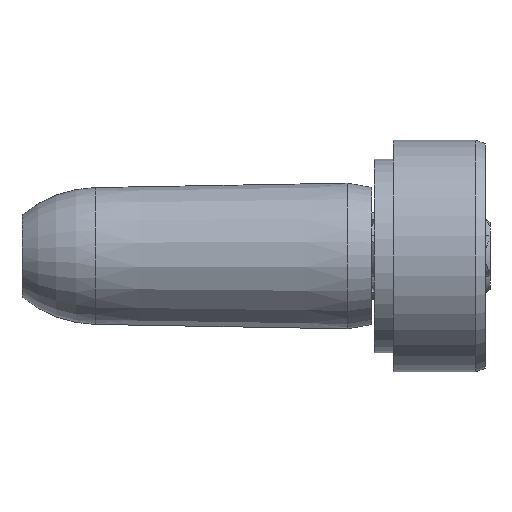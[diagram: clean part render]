
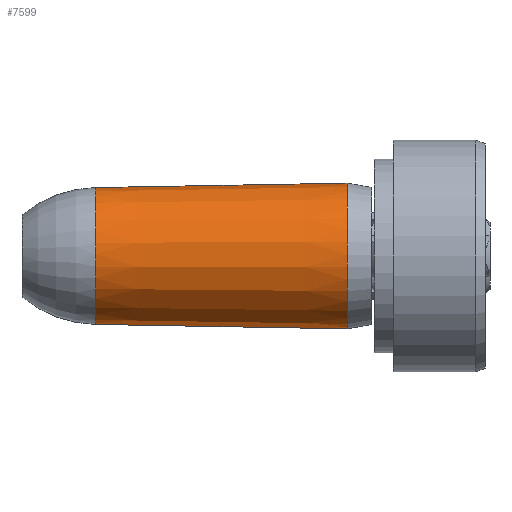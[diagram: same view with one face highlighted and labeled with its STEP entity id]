
A CAD part, left-side view. The second image highlights one B-rep face of the part: STEP entity #7599.
In plain terms, the highlighted conical face has half-angle 1 degrees and reference radius 7.24 mm.
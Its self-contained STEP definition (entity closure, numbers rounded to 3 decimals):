
#1280 = CARTESIAN_POINT ( 'NONE',  ( 50.158, 2.581, 7.704 ) ) ;
#1812 = CARTESIAN_POINT ( 'NONE',  ( 50.149, 29.218, 7.239 ) ) ;
#2267 = DIRECTION ( 'NONE',  ( -0.021, 0., -1. ) ) ;
#2837 = EDGE_CURVE ( 'NONE', #8248, #16637, #17074, .T. ) ;
#3194 = VECTOR ( 'NONE', #10170, 1000. ) ;
#3267 = ORIENTED_EDGE ( 'NONE', *, *, #16262, .T. ) ;
#3370 = DIRECTION ( 'NONE',  ( 0., -1., 0. ) ) ;
#3842 = CIRCLE ( 'NONE', #10403, 7.705 ) ;
#4597 = EDGE_CURVE ( 'NONE', #7643, #12876, #11452, .T. ) ;
#4801 = DIRECTION ( 'NONE',  ( -0.021, 0., -1. ) ) ;
#5454 = EDGE_LOOP ( 'NONE', ( #11557, #3267, #8389, #7399 ) ) ;
#5924 = DIRECTION ( 'NONE',  ( -0.021, 0., -1. ) ) ;
#5927 = CIRCLE ( 'NONE', #16960, 7.24 ) ;
#6020 = DIRECTION ( 'NONE',  ( 0., -1., 0. ) ) ;
#7359 = CONICAL_SURFACE ( 'NONE', #16973, 7.24, 0.017 ) ;
#7399 = ORIENTED_EDGE ( 'NONE', *, *, #12327, .F. ) ;
#7478 = VECTOR ( 'NONE', #8625, 1000. ) ;
#7599 = ADVANCED_FACE ( 'NONE', ( #11495 ), #7359, .T. ) ;
#7643 = VERTEX_POINT ( 'NONE', #1812 ) ;
#8248 = VERTEX_POINT ( 'NONE', #14705 ) ;
#8389 = ORIENTED_EDGE ( 'NONE', *, *, #2837, .T. ) ;
#8625 = DIRECTION ( 'NONE',  ( 0., -1., 0.017 ) ) ;
#10141 = CARTESIAN_POINT ( 'NONE',  ( 50., 2.581, 0. ) ) ;
#10170 = DIRECTION ( 'NONE',  ( 0., -1., -0.017 ) ) ;
#10403 = AXIS2_PLACEMENT_3D ( 'NONE', #10141, #3370, #4801 ) ;
#11452 = LINE ( 'NONE', #14028, #7478 ) ;
#11495 = FACE_OUTER_BOUND ( 'NONE', #5454, .T. ) ;
#11557 = ORIENTED_EDGE ( 'NONE', *, *, #4597, .F. ) ;
#11725 = CARTESIAN_POINT ( 'NONE',  ( 49.842, 2.581, -7.704 ) ) ;
#12327 = EDGE_CURVE ( 'NONE', #12876, #16637, #3842, .T. ) ;
#12580 = DIRECTION ( 'NONE',  ( 0., -1., 0. ) ) ;
#12876 = VERTEX_POINT ( 'NONE', #1280 ) ;
#13017 = CARTESIAN_POINT ( 'NONE',  ( 50., 29.218, 0. ) ) ;
#14028 = CARTESIAN_POINT ( 'NONE',  ( 50.149, 29.218, 7.239 ) ) ;
#14705 = CARTESIAN_POINT ( 'NONE',  ( 49.851, 29.218, -7.239 ) ) ;
#15403 = CARTESIAN_POINT ( 'NONE',  ( 50., 29.218, 0. ) ) ;
#16262 = EDGE_CURVE ( 'NONE', #7643, #8248, #5927, .T. ) ;
#16637 = VERTEX_POINT ( 'NONE', #11725 ) ;
#16729 = CARTESIAN_POINT ( 'NONE',  ( 49.851, 29.218, -7.239 ) ) ;
#16960 = AXIS2_PLACEMENT_3D ( 'NONE', #13017, #6020, #2267 ) ;
#16973 = AXIS2_PLACEMENT_3D ( 'NONE', #15403, #12580, #5924 ) ;
#17074 = LINE ( 'NONE', #16729, #3194 ) ;
